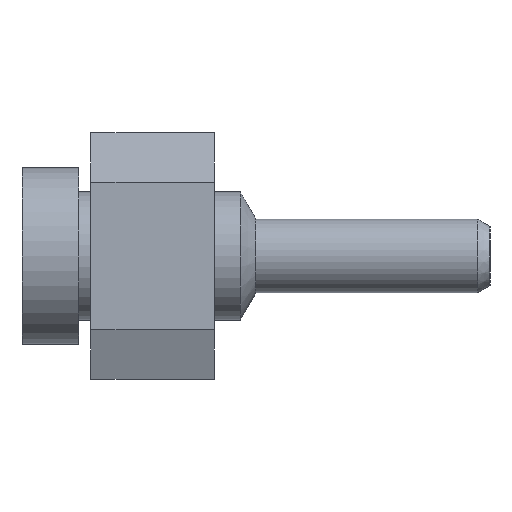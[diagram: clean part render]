
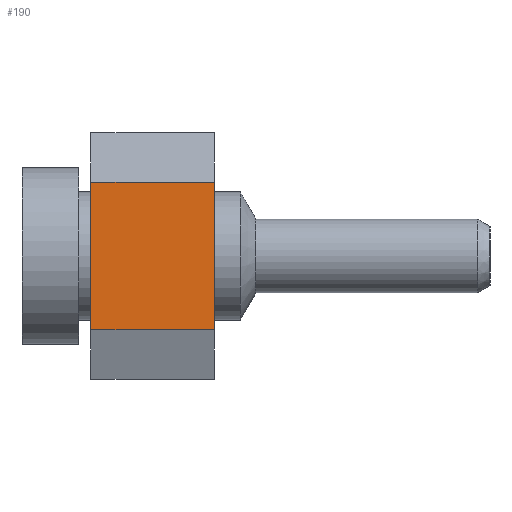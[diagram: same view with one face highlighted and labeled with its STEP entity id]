
A CAD part, left-side view. The second image highlights one B-rep face of the part: STEP entity #190.
In plain terms, the highlighted planar face has unit normal (-1, 0, 0).
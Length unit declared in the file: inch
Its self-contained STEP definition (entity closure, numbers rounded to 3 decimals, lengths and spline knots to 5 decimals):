
#190 = ADVANCED_FACE( '', ( #368 ), #369, .F. );
#368 = FACE_OUTER_BOUND( '', #557, .T. );
#369 = PLANE( '', #558 );
#557 = EDGE_LOOP( '', ( #855, #856, #857, #858 ) );
#558 = AXIS2_PLACEMENT_3D( '', #859, #860, #861 );
#855 = ORIENTED_EDGE( '', *, *, #1111, .T. );
#856 = ORIENTED_EDGE( '', *, *, #1158, .T. );
#857 = ORIENTED_EDGE( '', *, *, #1061, .F. );
#858 = ORIENTED_EDGE( '', *, *, #1130, .F. );
#859 = CARTESIAN_POINT( '', ( 0., 0.05, -0.05 ) );
#860 = DIRECTION( '', ( 1., 0., 0. ) );
#861 = DIRECTION( '', ( 0., 0., -1. ) );
#1061 = EDGE_CURVE( '', #1219, #1220, #1221, .T. );
#1111 = EDGE_CURVE( '', #1307, #1305, #1308, .T. );
#1130 = EDGE_CURVE( '', #1307, #1219, #1339, .T. );
#1158 = EDGE_CURVE( '', #1305, #1220, #1373, .T. );
#1219 = VERTEX_POINT( '', #1450 );
#1220 = VERTEX_POINT( '', #1451 );
#1221 = LINE( '', #1452, #1453 );
#1305 = VERTEX_POINT( '', #1571 );
#1307 = VERTEX_POINT( '', #1574 );
#1308 = LINE( '', #1575, #1576 );
#1339 = LINE( '', #1613, #1614 );
#1373 = LINE( '', #1665, #1666 );
#1450 = CARTESIAN_POINT( '', ( 0., 0.05, 0.03 ) );
#1451 = CARTESIAN_POINT( '', ( 0., 0., 0.03 ) );
#1452 = CARTESIAN_POINT( '', ( 0., 0.1, 0.03 ) );
#1453 = VECTOR( '', #1746, 39.37008 );
#1571 = CARTESIAN_POINT( '', ( 0., 0., -0.03 ) );
#1574 = CARTESIAN_POINT( '', ( 0., 0.05, -0.03 ) );
#1575 = CARTESIAN_POINT( '', ( 0., 0.1, -0.03 ) );
#1576 = VECTOR( '', #1791, 39.37008 );
#1613 = CARTESIAN_POINT( '', ( 0., 0.05, -0.05 ) );
#1614 = VECTOR( '', #1822, 39.37008 );
#1665 = CARTESIAN_POINT( '', ( 0., 0., -0.05 ) );
#1666 = VECTOR( '', #1846, 39.37008 );
#1746 = DIRECTION( '', ( 0., -1., 0. ) );
#1791 = DIRECTION( '', ( 0., -1., 0. ) );
#1822 = DIRECTION( '', ( 0., 0., 1. ) );
#1846 = DIRECTION( '', ( 0., 0., 1. ) );
